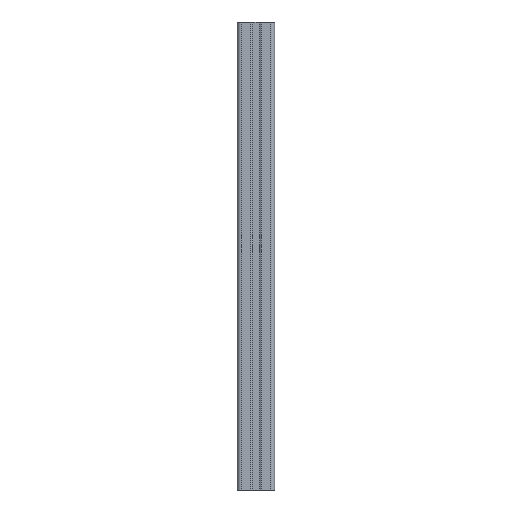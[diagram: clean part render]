
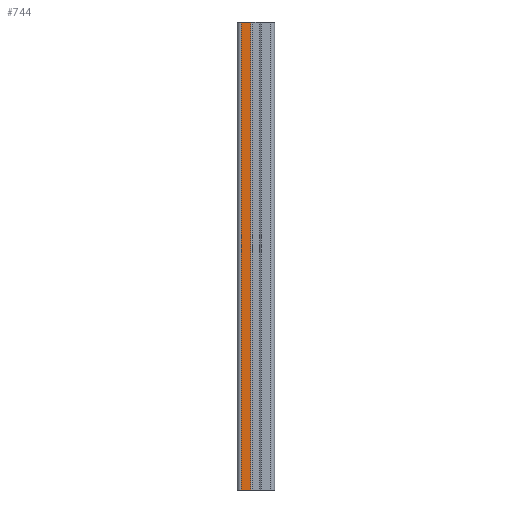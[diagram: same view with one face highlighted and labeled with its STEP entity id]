
A CAD part, left-side view. The second image highlights one B-rep face of the part: STEP entity #744.
In plain terms, the highlighted planar face has unit normal (-1, 0, 0).
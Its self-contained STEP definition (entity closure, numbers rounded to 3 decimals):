
#185 = VERTEX_POINT ( 'NONE', #1555 ) ;
#191 = VERTEX_POINT ( 'NONE', #1781 ) ;
#194 = EDGE_CURVE ( 'NONE', #185, #191, #1717, .T. ) ;
#328 = VERTEX_POINT ( 'NONE', #1932 ) ;
#372 = EDGE_CURVE ( 'NONE', #715, #328, #1983, .T. ) ;
#684 = ORIENTED_EDGE ( 'NONE', *, *, #745, .F. ) ;
#686 = EDGE_CURVE ( 'NONE', #185, #715, #2504, .T. ) ;
#715 = VERTEX_POINT ( 'NONE', #2670 ) ;
#738 = ORIENTED_EDGE ( 'NONE', *, *, #372, .T. ) ;
#742 = EDGE_LOOP ( 'NONE', ( #738, #684, #762, #763 ) ) ;
#744 = ADVANCED_FACE ( 'NONE', ( #2690 ), #2714, .F. ) ;
#745 = EDGE_CURVE ( 'NONE', #191, #328, #2710, .T. ) ;
#762 = ORIENTED_EDGE ( 'NONE', *, *, #194, .F. ) ;
#763 = ORIENTED_EDGE ( 'NONE', *, *, #686, .T. ) ;
#1555 = CARTESIAN_POINT ( 'NONE',  ( -19637.76, -16164.742, 500. ) ) ;
#1715 = DIRECTION ( 'NONE',  ( 0., -1., 0. ) ) ;
#1716 = VECTOR ( 'NONE', #1715, 1000. ) ;
#1717 = LINE ( 'NONE', #1903, #1716 ) ;
#1781 = CARTESIAN_POINT ( 'NONE',  ( -19637.76, -16175.142, 500. ) ) ;
#1903 = CARTESIAN_POINT ( 'NONE',  ( -19637.76, -16164.742, 500. ) ) ;
#1932 = CARTESIAN_POINT ( 'NONE',  ( -19637.76, -16175.142, 0. ) ) ;
#1975 = DIRECTION ( 'NONE',  ( 0., -1., 0. ) ) ;
#1976 = VECTOR ( 'NONE', #1975, 1000. ) ;
#1977 = CARTESIAN_POINT ( 'NONE',  ( -19637.76, -16164.742, 0. ) ) ;
#1983 = LINE ( 'NONE', #1977, #1976 ) ;
#2502 = DIRECTION ( 'NONE',  ( 0., 0., -1. ) ) ;
#2503 = VECTOR ( 'NONE', #2502, 1000. ) ;
#2504 = LINE ( 'NONE', #2506, #2503 ) ;
#2506 = CARTESIAN_POINT ( 'NONE',  ( -19637.76, -16164.742, 500. ) ) ;
#2670 = CARTESIAN_POINT ( 'NONE',  ( -19637.76, -16164.742, 0. ) ) ;
#2686 = CARTESIAN_POINT ( 'NONE',  ( -19637.76, -16164.742, 500. ) ) ;
#2690 = FACE_OUTER_BOUND ( 'NONE', #742, .T. ) ;
#2703 = DIRECTION ( 'NONE',  ( 0., 0., -1. ) ) ;
#2704 = VECTOR ( 'NONE', #2703, 1000. ) ;
#2706 = DIRECTION ( 'NONE',  ( 0., 0., -1. ) ) ;
#2707 = DIRECTION ( 'NONE',  ( 1., 0., 0. ) ) ;
#2709 = CARTESIAN_POINT ( 'NONE',  ( -19637.76, -16175.142, 500. ) ) ;
#2710 = LINE ( 'NONE', #2709, #2704 ) ;
#2713 = AXIS2_PLACEMENT_3D ( 'NONE', #2686, #2707, #2706 ) ;
#2714 = PLANE ( 'NONE',  #2713 ) ;
